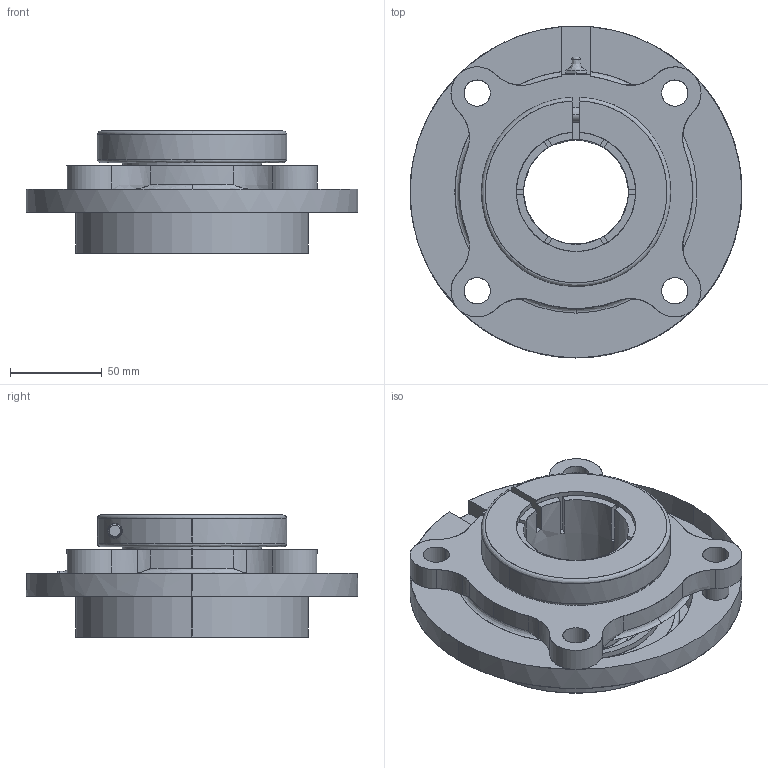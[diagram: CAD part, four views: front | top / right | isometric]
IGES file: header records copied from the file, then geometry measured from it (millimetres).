
Start section: SolidWorks IGES file using analytic representation for surfaces
Global section: file name: SFDEFAU08122350118246.igs; native system: SolidWorks 2017; preprocessor: SolidWorks 2017; author: partstream; date: 170812.235017; units: millimetre
Bounding box: 180.97 x 180.97 x 66.67 mm (x, y, z)
Surface area: 111861.4 mm2 (no closed solid volume)
Topology: 0 solids, 0 shells, 161 faces, 3240 edges, 3255 vertices
Faces by surface type: revolution 84, bspline 77
